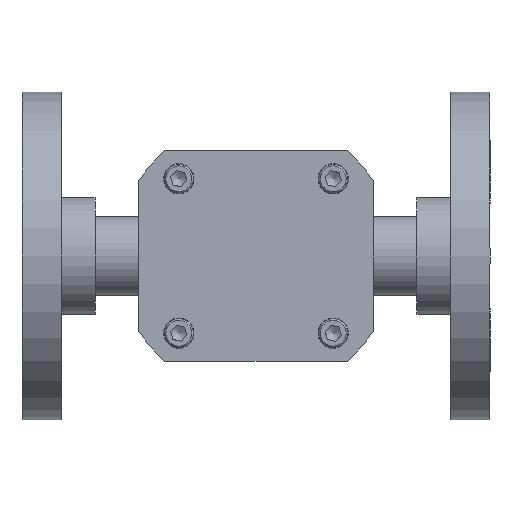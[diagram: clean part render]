
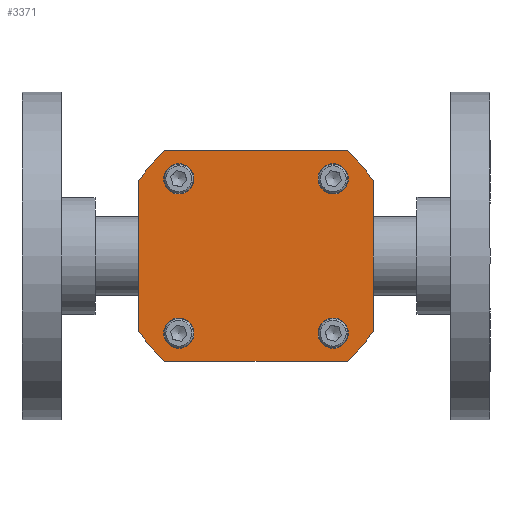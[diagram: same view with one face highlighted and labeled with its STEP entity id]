
A CAD part, front view. The second image highlights one B-rep face of the part: STEP entity #3371.
In plain terms, the highlighted planar face has unit normal (0, -1, 0).
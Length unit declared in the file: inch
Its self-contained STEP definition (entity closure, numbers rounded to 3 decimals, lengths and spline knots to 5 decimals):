
#2887=CARTESIAN_POINT('',(1.25,0.,0.80632));
#2888=VERTEX_POINT('',#2887);
#2897=CARTESIAN_POINT('',(1.25,0.,-0.80632));
#2898=VERTEX_POINT('',#2897);
#2899=CARTESIAN_POINT('',(1.25,0.,-0.80632));
#2900=DIRECTION('',(0.0,0.0,1.0));
#2901=VECTOR('',#2900,1.61265);
#2902=LINE('',#2899,#2901);
#2903=EDGE_CURVE('',#2898,#2888,#2902,.T.);
#2950=CARTESIAN_POINT('',(-1.25,0.,-0.80632));
#2951=VERTEX_POINT('',#2950);
#2960=CARTESIAN_POINT('',(-1.25,0.,0.80632));
#2961=VERTEX_POINT('',#2960);
#2962=CARTESIAN_POINT('',(-1.25,0.,0.80632));
#2963=DIRECTION('',(0.0,0.0,-1.0));
#2964=VECTOR('',#2963,1.61265);
#2965=LINE('',#2962,#2964);
#2966=EDGE_CURVE('',#2961,#2951,#2965,.T.);
#3014=CARTESIAN_POINT('',(-0.825,0.,0.6625));
#3015=VERTEX_POINT('',#3014);
#3016=CARTESIAN_POINT('',(-0.825,0.,0.825));
#3017=DIRECTION('',(0.0,1.0,0.0));
#3018=DIRECTION('',(0.0,0.0,-1.0));
#3019=AXIS2_PLACEMENT_3D('',#3016,#3017,#3018);
#3020=CIRCLE('',#3019,0.1625);
#3021=EDGE_CURVE('',#3015,#3015,#3020,.T.);
#3055=CARTESIAN_POINT('',(-0.6625,0.,-0.825));
#3056=VERTEX_POINT('',#3055);
#3057=CARTESIAN_POINT('',(-0.825,0.,-0.825));
#3058=DIRECTION('',(0.0,1.0,0.0));
#3059=DIRECTION('',(1.0,0.0,0.0));
#3060=AXIS2_PLACEMENT_3D('',#3057,#3058,#3059);
#3061=CIRCLE('',#3060,0.1625);
#3062=EDGE_CURVE('',#3056,#3056,#3061,.T.);
#3104=CARTESIAN_POINT('',(0.825,0.,-0.6625));
#3105=VERTEX_POINT('',#3104);
#3106=CARTESIAN_POINT('',(0.825,0.,-0.825));
#3107=DIRECTION('',(0.0,1.0,0.0));
#3108=DIRECTION('',(0.0,0.0,1.0));
#3109=AXIS2_PLACEMENT_3D('',#3106,#3107,#3108);
#3110=CIRCLE('',#3109,0.1625);
#3111=EDGE_CURVE('',#3105,#3105,#3110,.T.);
#3153=CARTESIAN_POINT('',(0.6625,0.,0.825));
#3154=VERTEX_POINT('',#3153);
#3155=CARTESIAN_POINT('',(0.825,0.,0.825));
#3156=DIRECTION('',(0.0,1.0,0.0));
#3157=DIRECTION('',(-1.0,0.0,0.0));
#3158=AXIS2_PLACEMENT_3D('',#3155,#3156,#3157);
#3159=CIRCLE('',#3158,0.1625);
#3160=EDGE_CURVE('',#3154,#3154,#3159,.T.);
#3173=CARTESIAN_POINT('',(0.97316,0.,1.125));
#3174=VERTEX_POINT('',#3173);
#3183=CARTESIAN_POINT('',(0.0,0.0,0.0));
#3184=DIRECTION('',(0.,-1.,0.));
#3185=DIRECTION('',(-0.654,0.,-0.756));
#3186=AXIS2_PLACEMENT_3D('',#3183,#3184,#3185);
#3187=CIRCLE('',#3186,1.4875);
#3188=EDGE_CURVE('',#2888,#3174,#3187,.T.);
#3206=CARTESIAN_POINT('',(-0.97316,0.,1.125));
#3207=VERTEX_POINT('',#3206);
#3216=CARTESIAN_POINT('',(0.97316,0.,1.125));
#3217=DIRECTION('',(-1.0,0.0,0.0));
#3218=VECTOR('',#3217,1.94631);
#3219=LINE('',#3216,#3218);
#3220=EDGE_CURVE('',#3174,#3207,#3219,.T.);
#3238=CARTESIAN_POINT('',(0.0,0.0,0.0));
#3239=DIRECTION('',(0.,-1.0,0.));
#3240=DIRECTION('',(0.84,0.,-0.542));
#3241=AXIS2_PLACEMENT_3D('',#3238,#3239,#3240);
#3242=CIRCLE('',#3241,1.4875);
#3243=EDGE_CURVE('',#3207,#2961,#3242,.T.);
#3261=CARTESIAN_POINT('',(-0.97316,0.,-1.125));
#3262=VERTEX_POINT('',#3261);
#3271=CARTESIAN_POINT('',(0.0,0.0,0.0));
#3272=DIRECTION('',(0.,-1.,0.));
#3273=DIRECTION('',(0.654,0.,0.756));
#3274=AXIS2_PLACEMENT_3D('',#3271,#3272,#3273);
#3275=CIRCLE('',#3274,1.4875);
#3276=EDGE_CURVE('',#2951,#3262,#3275,.T.);
#3294=CARTESIAN_POINT('',(0.97316,0.,-1.125));
#3295=VERTEX_POINT('',#3294);
#3304=CARTESIAN_POINT('',(-0.97316,0.,-1.125));
#3305=DIRECTION('',(1.0,0.0,0.0));
#3306=VECTOR('',#3305,1.94631);
#3307=LINE('',#3304,#3306);
#3308=EDGE_CURVE('',#3262,#3295,#3307,.T.);
#3326=CARTESIAN_POINT('',(0.0,0.0,0.0));
#3327=DIRECTION('',(0.,-1.0,0.));
#3328=DIRECTION('',(-0.84,0.,0.542));
#3329=AXIS2_PLACEMENT_3D('',#3326,#3327,#3328);
#3330=CIRCLE('',#3329,1.4875);
#3331=EDGE_CURVE('',#3295,#2898,#3330,.T.);
#3344=CARTESIAN_POINT('',(0.,0.,0.));
#3345=DIRECTION('',(0.0,1.0,0.0));
#3346=DIRECTION('',(0.0,0.0,-1.0));
#3347=AXIS2_PLACEMENT_3D('',#3344,#3345,#3346);
#3348=PLANE('',#3347);
#3349=ORIENTED_EDGE('',*,*,#2903,.T.);
#3350=ORIENTED_EDGE('',*,*,#3188,.T.);
#3351=ORIENTED_EDGE('',*,*,#3220,.T.);
#3352=ORIENTED_EDGE('',*,*,#3243,.T.);
#3353=ORIENTED_EDGE('',*,*,#2966,.T.);
#3354=ORIENTED_EDGE('',*,*,#3276,.T.);
#3355=ORIENTED_EDGE('',*,*,#3308,.T.);
#3356=ORIENTED_EDGE('',*,*,#3331,.T.);
#3357=EDGE_LOOP('',(#3349,#3350,#3351,#3352,#3353,#3354,#3355,#3356));
#3358=FACE_OUTER_BOUND('',#3357,.T.);
#3359=ORIENTED_EDGE('',*,*,#3021,.T.);
#3360=EDGE_LOOP('',(#3359));
#3361=FACE_BOUND('',#3360,.T.);
#3362=ORIENTED_EDGE('',*,*,#3062,.T.);
#3363=EDGE_LOOP('',(#3362));
#3364=FACE_BOUND('',#3363,.T.);
#3365=ORIENTED_EDGE('',*,*,#3111,.T.);
#3366=EDGE_LOOP('',(#3365));
#3367=FACE_BOUND('',#3366,.T.);
#3368=ORIENTED_EDGE('',*,*,#3160,.T.);
#3369=EDGE_LOOP('',(#3368));
#3370=FACE_BOUND('',#3369,.T.);
#3371=ADVANCED_FACE('',(#3358,#3361,#3364,#3367,#3370),#3348,.F.);
